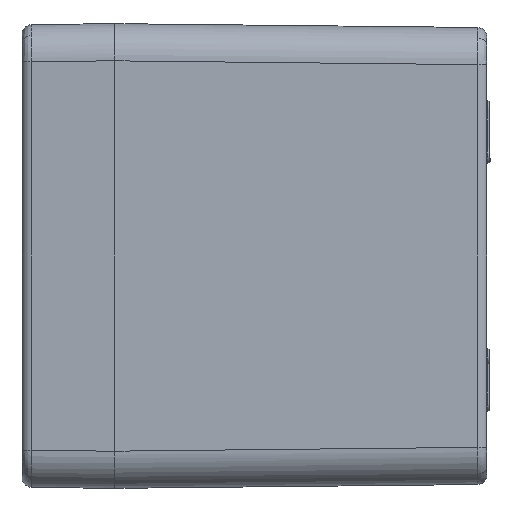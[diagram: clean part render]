
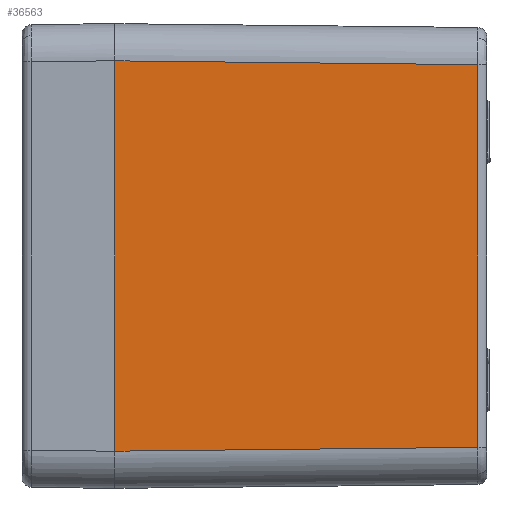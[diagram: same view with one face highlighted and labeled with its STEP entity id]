
A CAD part, left-side view. The second image highlights one B-rep face of the part: STEP entity #36563.
In plain terms, the highlighted planar face has unit normal (-1, -0.011, 0).
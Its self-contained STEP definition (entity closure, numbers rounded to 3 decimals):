
#616 = VERTEX_POINT ( 'NONE', #34204 ) ;
#617 = VERTEX_POINT ( 'NONE', #34203 ) ;
#618 = EDGE_CURVE ( 'NONE', #617, #616, #34202, .T. ) ;
#2827 = CARTESIAN_POINT ( 'NONE',  ( -114.369, -58.216, 30.87 ) ) ;
#22301 = VERTEX_POINT ( 'NONE', #2827 ) ;
#25987 = CARTESIAN_POINT ( 'NONE',  ( -114.369, -58.216, -30.87 ) ) ;
#26187 = CARTESIAN_POINT ( 'NONE',  ( -115., 2., -37.5 ) ) ;
#26188 = PLANE ( 'NONE',  #26215 ) ;
#26190 = FACE_OUTER_BOUND ( 'NONE', #36521, .T. ) ;
#26211 = DIRECTION ( 'NONE',  ( 0.01, -1., 0. ) ) ;
#26213 = DIRECTION ( 'NONE',  ( -1., -0.01, 0. ) ) ;
#26215 = AXIS2_PLACEMENT_3D ( 'NONE', #26187, #26213, #26211 ) ;
#26781 = DIRECTION ( 'NONE',  ( 0.01, -1., 0.01 ) ) ;
#26782 = VECTOR ( 'NONE', #26781, 1000. ) ;
#26783 = CARTESIAN_POINT ( 'NONE',  ( -115.001, 2.063, -31.501 ) ) ;
#26785 = LINE ( 'NONE', #26783, #26782 ) ;
#26803 = DIRECTION ( 'NONE',  ( 0., 0., 1. ) ) ;
#26804 = VECTOR ( 'NONE', #26803, 1000. ) ;
#26806 = CARTESIAN_POINT ( 'NONE',  ( -114.369, -58.216, 30.854 ) ) ;
#26810 = LINE ( 'NONE', #26806, #26804 ) ;
#26813 = DIRECTION ( 'NONE',  ( -0.01, 1., 0.01 ) ) ;
#26814 = VECTOR ( 'NONE', #26813, 1000. ) ;
#26816 = CARTESIAN_POINT ( 'NONE',  ( -114.992, 1.278, 31.493 ) ) ;
#26817 = LINE ( 'NONE', #26816, #26814 ) ;
#34199 = DIRECTION ( 'NONE',  ( 0., 0., -1. ) ) ;
#34200 = VECTOR ( 'NONE', #34199, 1000. ) ;
#34201 = CARTESIAN_POINT ( 'NONE',  ( -114.982, 0.3, -37.5 ) ) ;
#34202 = LINE ( 'NONE', #34201, #34200 ) ;
#34203 = CARTESIAN_POINT ( 'NONE',  ( -114.982, 0.3, 31.483 ) ) ;
#34204 = CARTESIAN_POINT ( 'NONE',  ( -114.982, 0.3, -31.483 ) ) ;
#36521 = EDGE_LOOP ( 'NONE', ( #36651, #36647, #36649, #36645 ) ) ;
#36533 = VERTEX_POINT ( 'NONE', #25987 ) ;
#36563 = ADVANCED_FACE ( 'NONE', ( #26190 ), #26188, .T. ) ;
#36645 = ORIENTED_EDGE ( 'NONE', *, *, #618, .T. ) ;
#36647 = ORIENTED_EDGE ( 'NONE', *, *, #36650, .T. ) ;
#36648 = EDGE_CURVE ( 'NONE', #22301, #617, #26817, .T. ) ;
#36649 = ORIENTED_EDGE ( 'NONE', *, *, #36648, .T. ) ;
#36650 = EDGE_CURVE ( 'NONE', #36533, #22301, #26810, .T. ) ;
#36651 = ORIENTED_EDGE ( 'NONE', *, *, #36654, .T. ) ;
#36654 = EDGE_CURVE ( 'NONE', #616, #36533, #26785, .T. ) ;
